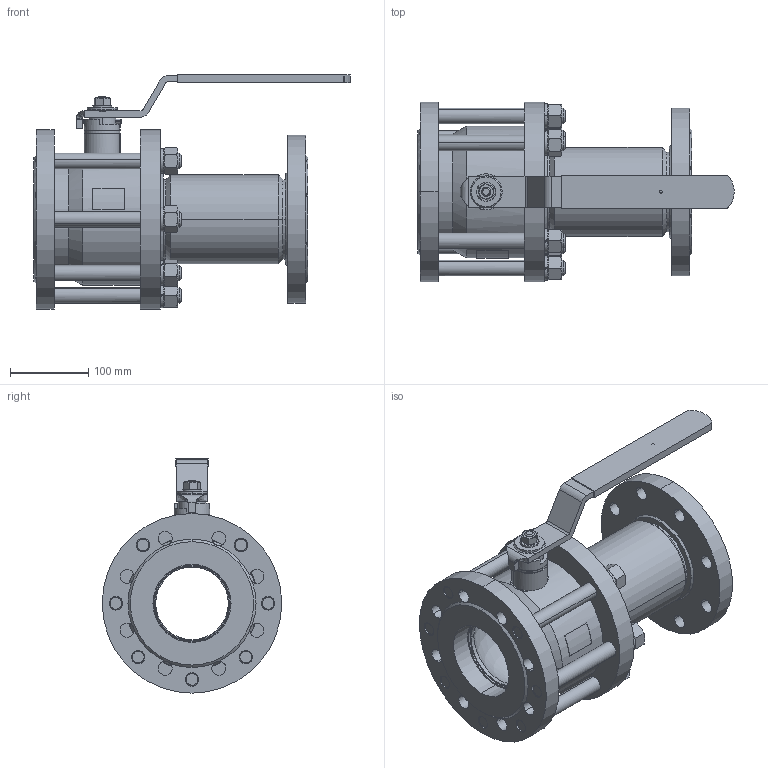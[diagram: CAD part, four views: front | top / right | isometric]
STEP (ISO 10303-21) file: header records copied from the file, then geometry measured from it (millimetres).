
FILE_DESCRIPTION((''),'2;1');
FILE_NAME('ÔÁ39 010 100 900.stp','2012-02-01T14:33:16',('Ãîíòàðåâ ÏÃ'),(''),'Autodesk Inventor 9','Autodesk Inventor 9','');
FILE_SCHEMA(('AUTOMOTIVE_DESIGN { 1 0 10303 214 1 1 1 1 }'));
Length unit declared in the file: millimetre
Products named in the file (1): 埡39 010 100 900
Bounding box: 405.08 x 230 x 300 mm (x, y, z)
Volume: 3998438.7 mm3; surface area: 752630.8 mm2
Topology: 7 solids, 7 shells, 656 faces, 1805 edges, 1167 vertices
Faces by surface type: plane 211, cylinder 208, cone 122, bspline 79, torus 24, sphere 12
Entity records: 23450 total; most frequent: CARTESIAN_POINT 6559, DIRECTION 3695, ORIENTED_EDGE 3598, EDGE_CURVE 1799, AXIS2_PLACEMENT_3D 1541, VERTEX_POINT 1165, CIRCLE 907, EDGE_LOOP 768
